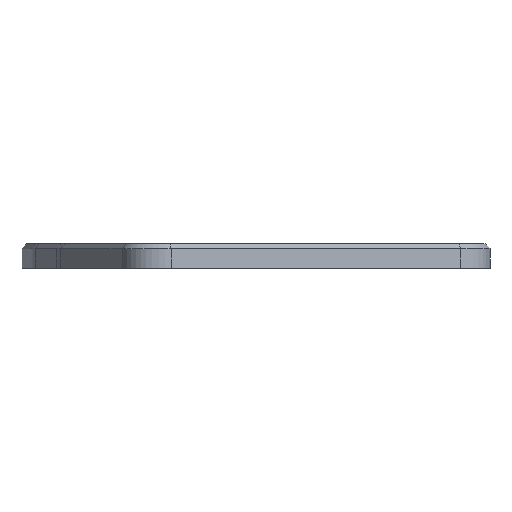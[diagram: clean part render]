
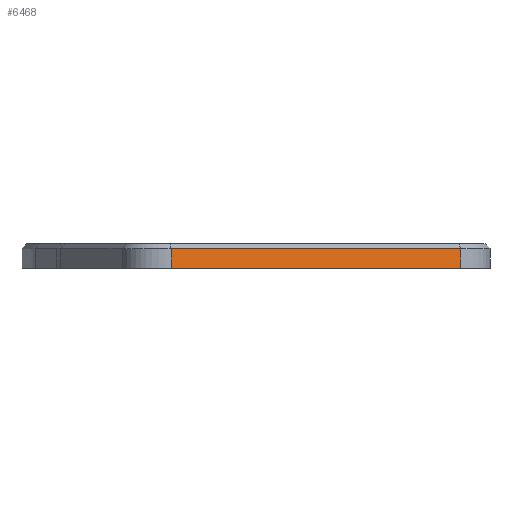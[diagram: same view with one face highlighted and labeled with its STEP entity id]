
A CAD part, left-side view. The second image highlights one B-rep face of the part: STEP entity #6468.
In plain terms, the highlighted planar face has unit normal (-0.966, -0.259, 0).
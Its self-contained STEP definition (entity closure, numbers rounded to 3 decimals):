
#228=FACE_OUTER_BOUND('',#618,.T.);
#618=EDGE_LOOP('',(#4715,#4716,#4717,#4718));
#1070=LINE('',#8937,#1916);
#1342=LINE('',#9548,#2188);
#1357=LINE('',#9593,#2203);
#1358=LINE('',#9594,#2204);
#1916=VECTOR('',#7234,10.);
#2188=VECTOR('',#7622,10.);
#2203=VECTOR('',#7671,10.);
#2204=VECTOR('',#7672,10.);
#2766=VERTEX_POINT('',#8934);
#2767=VERTEX_POINT('',#8936);
#3045=VERTEX_POINT('',#9538);
#3047=VERTEX_POINT('',#9544);
#3383=EDGE_CURVE('',#2767,#2766,#1070,.T.);
#3687=EDGE_CURVE('',#3045,#3047,#1342,.T.);
#3710=EDGE_CURVE('',#2767,#3045,#1357,.T.);
#3711=EDGE_CURVE('',#2766,#3047,#1358,.T.);
#4715=ORIENTED_EDGE('',*,*,#3687,.F.);
#4716=ORIENTED_EDGE('',*,*,#3710,.F.);
#4717=ORIENTED_EDGE('',*,*,#3383,.T.);
#4718=ORIENTED_EDGE('',*,*,#3711,.T.);
#6174=PLANE('',#6849);
#6468=ADVANCED_FACE('',(#228),#6174,.T.);
#6849=AXIS2_PLACEMENT_3D('',#9592,#7669,#7670);
#7234=DIRECTION('',(0.259,-0.966,0.));
#7622=DIRECTION('',(0.259,-0.966,0.));
#7669=DIRECTION('center_axis',(-0.966,-0.259,0.));
#7670=DIRECTION('ref_axis',(0.259,-0.966,0.));
#7671=DIRECTION('',(0.,0.,1.));
#7672=DIRECTION('',(0.,0.,1.));
#8934=CARTESIAN_POINT('',(-227.926,-34.155,4.5));
#8936=CARTESIAN_POINT('',(-258.982,81.746,4.5));
#8937=CARTESIAN_POINT('',(-258.982,81.746,4.5));
#9538=CARTESIAN_POINT('',(-258.982,81.746,12.5));
#9544=CARTESIAN_POINT('',(-227.926,-34.155,12.5));
#9548=CARTESIAN_POINT('',(-250.49,50.055,12.5));
#9592=CARTESIAN_POINT('Origin',(-258.982,81.746,4.5));
#9593=CARTESIAN_POINT('',(-258.982,81.746,4.5));
#9594=CARTESIAN_POINT('',(-227.926,-34.155,4.5));
